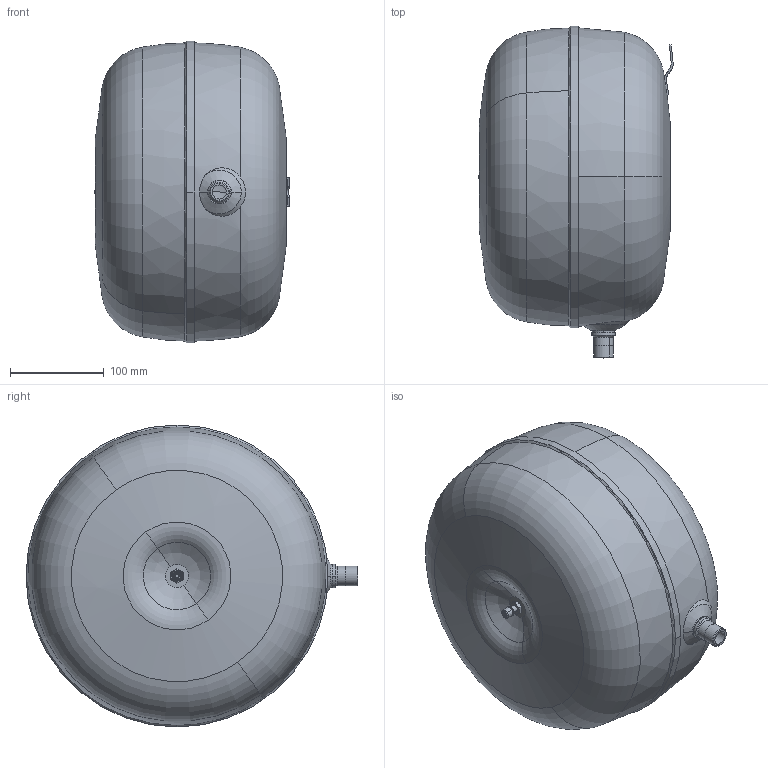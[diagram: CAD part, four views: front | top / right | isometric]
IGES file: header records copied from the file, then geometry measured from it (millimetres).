
Global section: file name: No Iges File Name specified; native system: Autodesk Inventor 2009; preprocessor: AutoDesk Inventor Iges Exporter R2009; author: CADJOBServer; date: 20100202.102056; units: millimetre
Bounding box: 207.24 x 354 x 322 mm (x, y, z)
Volume: 620454.8 mm3; surface area: 607701.1 mm2
Topology: 1 solids, 5 shells, 257 faces, 653 edges, 421 vertices
Faces by surface type: revolution 61, plane 48, bspline 45, cone 43, cylinder 32, torus 26, sphere 2
